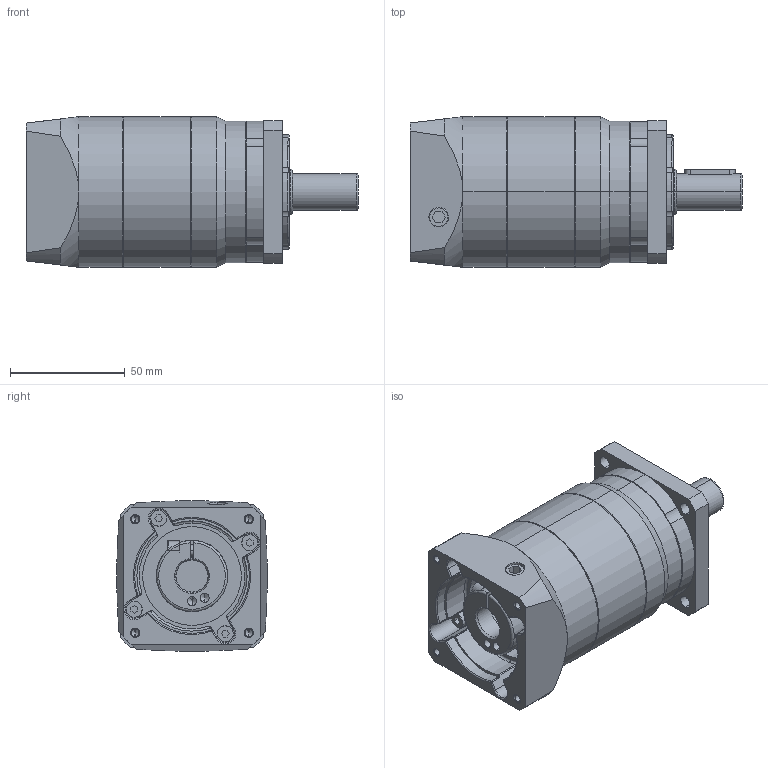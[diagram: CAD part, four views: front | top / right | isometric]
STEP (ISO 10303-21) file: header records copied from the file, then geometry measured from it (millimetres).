
FILE_DESCRIPTION (( 'STEP AP203' ), '1' );
FILE_NAME ('PET060-L2-14-50-70-M4-M4-A16.STEP', '2024-05-08T02:04:03', ( '微软用户' ), ( '微软中国' ), 'SwSTEP 2.0', 'SolidWorks 2018', '' );
FILE_SCHEMA (( 'CONFIG_CONTROL_DESIGN' ));
Length unit declared in the file: millimetre
Products named in the file (1): PET060-L2-14-50-70-M4-M4-A16
Bounding box: 144.5 x 65.5 x 65.5 mm (x, y, z)
Volume: 351087.1 mm3; surface area: 73531.5 mm2
Topology: 22 solids, 22 shells, 537 faces, 1256 edges, 774 vertices
Faces by surface type: plane 200, cylinder 193, cone 65, torus 63, bspline 8, sphere 8
Entity records: 16099 total; most frequent: CARTESIAN_POINT 3539, DIRECTION 2796, ORIENTED_EDGE 2468, EDGE_CURVE 1234, AXIS2_PLACEMENT_3D 1101, VERTEX_POINT 774, VECTOR 594, LINE 594
